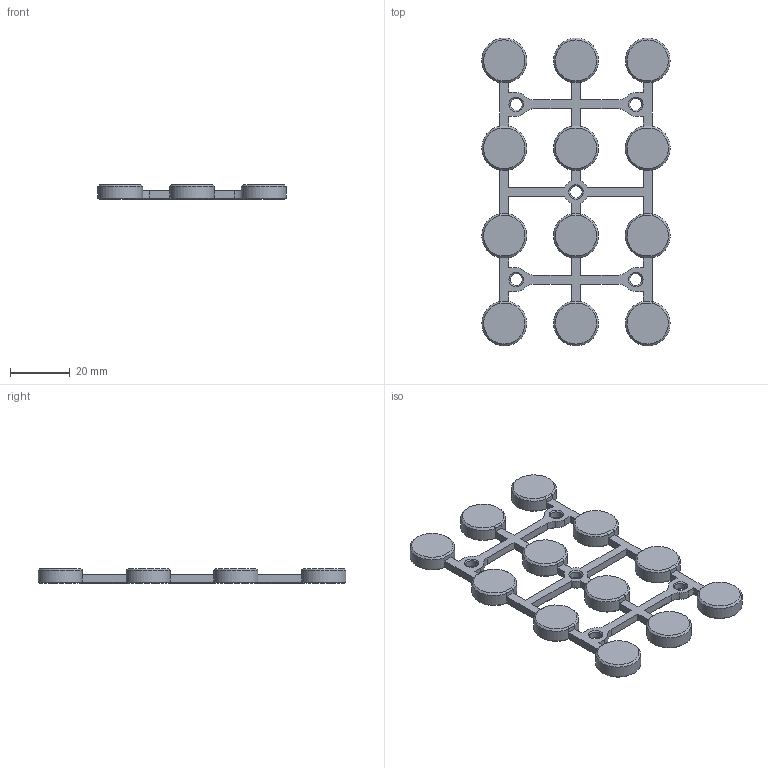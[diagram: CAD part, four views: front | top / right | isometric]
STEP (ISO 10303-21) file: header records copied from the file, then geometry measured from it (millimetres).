
FILE_DESCRIPTION(('FreeCAD Model'),'2;1');
FILE_NAME('Reception_Bottom.step','2021-02-16T12:18:58',('Author'),(''), 'Open CASCADE STEP processor 7.3','FreeCAD','Unknown');
FILE_SCHEMA(('AUTOMOTIVE_DESIGN { 1 0 10303 214 1 1 1 1 }'));
Length unit declared in the file: millimetre
Products named in the file (1): Reception_Bottom
Bounding box: 63 x 103 x 5 mm (x, y, z)
Volume: 12875.4 mm3; surface area: 9665.4 mm2
Topology: 1 solids, 1 shells, 261 faces, 621 edges, 358 vertices
Faces by surface type: plane 152, cone 65, cylinder 43, bspline 1
Full cylindrical faces by diameter (mm): 4.05 x5
Entity records: 16475 total; most frequent: CARTESIAN_POINT 3736, DIRECTION 2489, LINE 1376, VECTOR 1376, ORIENTED_EDGE 1242, PCURVE 1242, DEFINITIONAL_REPRESENTATION 1242, EDGE_CURVE 621
